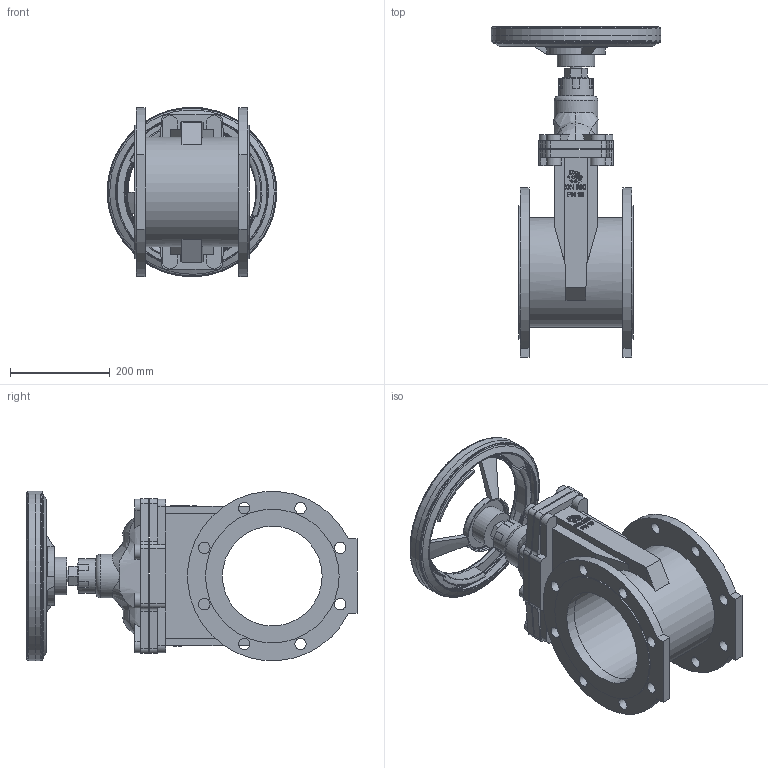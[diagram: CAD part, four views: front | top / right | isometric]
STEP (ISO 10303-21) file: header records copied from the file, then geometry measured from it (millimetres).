
FILE_DESCRIPTION(('STEP AP203'), '1');
FILE_NAME('3D_100-200-10', '', ('UNSPECIFIED'), ('UNSPECIFIED'), 'C3D Converter', 'C3D Toolkit', '');
FILE_SCHEMA(('CONFIG_CONTROL_DESIGN'));
Length unit declared in the file: millimetre
Bounding box: 339.83 x 662 x 339.81 mm (x, y, z)
Volume: 10679284.3 mm3; surface area: 1216361.5 mm2
Topology: 6 solids, 6 shells, 3668 faces, 10749 edges, 7141 vertices
Faces by surface type: plane 3454, cone 89, cylinder 87, torus 20, bspline 18
Full cylindrical faces by diameter (mm): 23 x16, 24.286 x1, 25 x1, 52 x1, 70 x1, 75.556 x1, 88 x1, 111.296 x1, 200 x3, 220 x1, 264.444 x1, 268 x2, 332.444 x1, 340 x1
Entity records: 171343 total; most frequent: CARTESIAN_POINT 44963, ORIENTED_EDGE 21298, DIRECTION 18053, EDGE_CURVE 10649, LINE 10169, VECTOR 10169, VERTEX_POINT 7141, AXIS2_PLACEMENT_3D 3942
